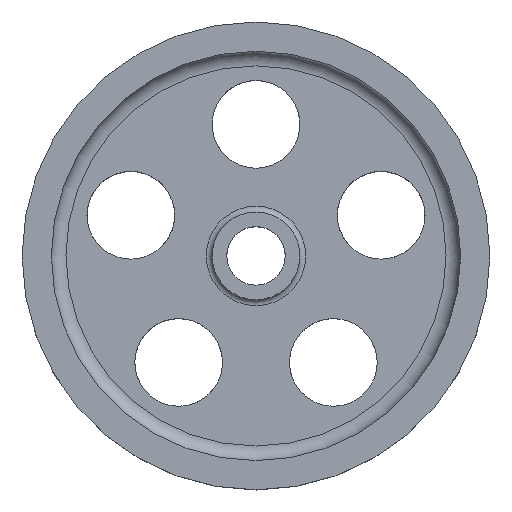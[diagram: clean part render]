
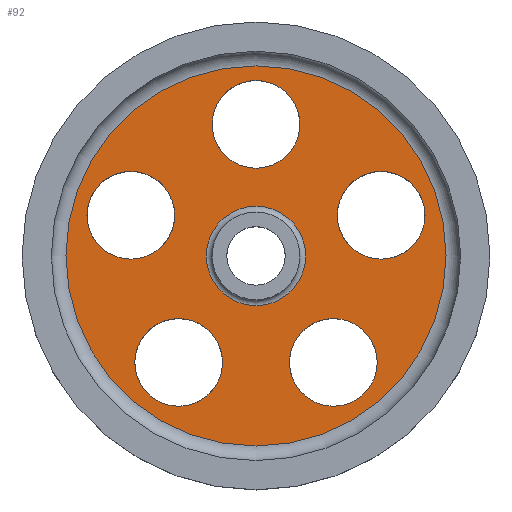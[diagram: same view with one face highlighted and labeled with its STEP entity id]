
A CAD part, top view. The second image highlights one B-rep face of the part: STEP entity #92.
In plain terms, the highlighted planar face has unit normal (0, 0, 1).
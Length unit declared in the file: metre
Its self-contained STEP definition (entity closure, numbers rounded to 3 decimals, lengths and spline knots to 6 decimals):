
#92 = ADVANCED_FACE( '', ( #212, #213, #214, #215, #216, #217, #218 ), #219, .F. );
#212 = FACE_BOUND( '', #359, .T. );
#213 = FACE_OUTER_BOUND( '', #360, .T. );
#214 = FACE_BOUND( '', #361, .T. );
#215 = FACE_BOUND( '', #362, .T. );
#216 = FACE_BOUND( '', #363, .T. );
#217 = FACE_BOUND( '', #364, .T. );
#218 = FACE_BOUND( '', #365, .T. );
#219 = PLANE( '', #366 );
#359 = EDGE_LOOP( '', ( #538 ) );
#360 = EDGE_LOOP( '', ( #539 ) );
#361 = EDGE_LOOP( '', ( #540 ) );
#362 = EDGE_LOOP( '', ( #541 ) );
#363 = EDGE_LOOP( '', ( #542 ) );
#364 = EDGE_LOOP( '', ( #543 ) );
#365 = EDGE_LOOP( '', ( #544 ) );
#366 = AXIS2_PLACEMENT_3D( '', #545, #546, #547 );
#538 = ORIENTED_EDGE( '', *, *, #645, .T. );
#539 = ORIENTED_EDGE( '', *, *, #647, .T. );
#540 = ORIENTED_EDGE( '', *, *, #667, .F. );
#541 = ORIENTED_EDGE( '', *, *, #668, .F. );
#542 = ORIENTED_EDGE( '', *, *, #669, .F. );
#543 = ORIENTED_EDGE( '', *, *, #670, .F. );
#544 = ORIENTED_EDGE( '', *, *, #653, .F. );
#545 = CARTESIAN_POINT( '', ( 0., 0., 0.0254 ) );
#546 = DIRECTION( '', ( 0., 0., -1. ) );
#547 = DIRECTION( '', ( 1., 0., 0. ) );
#645 = EDGE_CURVE( '', #732, #732, #733, .T. );
#647 = EDGE_CURVE( '', #735, #735, #736, .F. );
#653 = EDGE_CURVE( '', #745, #745, #746, .F. );
#667 = EDGE_CURVE( '', #766, #766, #767, .F. );
#668 = EDGE_CURVE( '', #768, #768, #769, .F. );
#669 = EDGE_CURVE( '', #770, #770, #771, .F. );
#670 = EDGE_CURVE( '', #772, #772, #773, .F. );
#732 = VERTEX_POINT( '', #842 );
#733 = CIRCLE( '', #843, 0.04318 );
#735 = VERTEX_POINT( '', #845 );
#736 = CIRCLE( '', #846, 0.1651 );
#745 = VERTEX_POINT( '', #855 );
#746 = CIRCLE( '', #856, 0.0381 );
#766 = VERTEX_POINT( '', #876 );
#767 = CIRCLE( '', #877, 0.0381 );
#768 = VERTEX_POINT( '', #878 );
#769 = CIRCLE( '', #879, 0.0381 );
#770 = VERTEX_POINT( '', #880 );
#771 = CIRCLE( '', #881, 0.0381 );
#772 = VERTEX_POINT( '', #882 );
#773 = CIRCLE( '', #883, 0.0381 );
#842 = CARTESIAN_POINT( '', ( 0., 0.04318, 0.0254 ) );
#843 = AXIS2_PLACEMENT_3D( '', #959, #960, #961 );
#845 = CARTESIAN_POINT( '', ( 0., 0.1651, 0.0254 ) );
#846 = AXIS2_PLACEMENT_3D( '', #962, #963, #964 );
#855 = CARTESIAN_POINT( '', ( -0.108706, 0.073421, 0.0254 ) );
#856 = AXIS2_PLACEMENT_3D( '', #974, #975, #976 );
#876 = CARTESIAN_POINT( '', ( 0., 0.1524, 0.0254 ) );
#877 = AXIS2_PLACEMENT_3D( '', #995, #996, #997 );
#878 = CARTESIAN_POINT( '', ( 0.108706, 0.073421, 0.0254 ) );
#879 = AXIS2_PLACEMENT_3D( '', #998, #999, #1000 );
#880 = CARTESIAN_POINT( '', ( 0.067184, -0.054371, 0.0254 ) );
#881 = AXIS2_PLACEMENT_3D( '', #1001, #1002, #1003 );
#882 = CARTESIAN_POINT( '', ( -0.067184, -0.054371, 0.0254 ) );
#883 = AXIS2_PLACEMENT_3D( '', #1004, #1005, #1006 );
#959 = CARTESIAN_POINT( '', ( 0., 0., 0.0254 ) );
#960 = DIRECTION( '', ( 0., 0., -1. ) );
#961 = DIRECTION( '', ( 0., 1., 0. ) );
#962 = CARTESIAN_POINT( '', ( 0., 0., 0.0254 ) );
#963 = DIRECTION( '', ( 0., 0., -1. ) );
#964 = DIRECTION( '', ( 0., 1., 0. ) );
#974 = CARTESIAN_POINT( '', ( -0.108706, 0.035321, 0.0254 ) );
#975 = DIRECTION( '', ( 0., 0., -1. ) );
#976 = DIRECTION( '', ( 0., 1., 0. ) );
#995 = CARTESIAN_POINT( '', ( 0., 0.1143, 0.0254 ) );
#996 = DIRECTION( '', ( 0., 0., -1. ) );
#997 = DIRECTION( '', ( 0., 1., 0. ) );
#998 = CARTESIAN_POINT( '', ( 0.108706, 0.035321, 0.0254 ) );
#999 = DIRECTION( '', ( 0., 0., -1. ) );
#1000 = DIRECTION( '', ( 0., 1., 0. ) );
#1001 = CARTESIAN_POINT( '', ( 0.067184, -0.092471, 0.0254 ) );
#1002 = DIRECTION( '', ( 0., 0., -1. ) );
#1003 = DIRECTION( '', ( 0., 1., 0. ) );
#1004 = CARTESIAN_POINT( '', ( -0.067184, -0.092471, 0.0254 ) );
#1005 = DIRECTION( '', ( 0., 0., -1. ) );
#1006 = DIRECTION( '', ( 0., 1., 0. ) );
